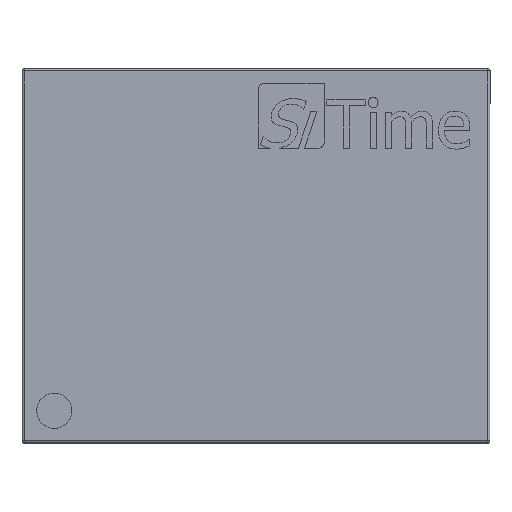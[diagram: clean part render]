
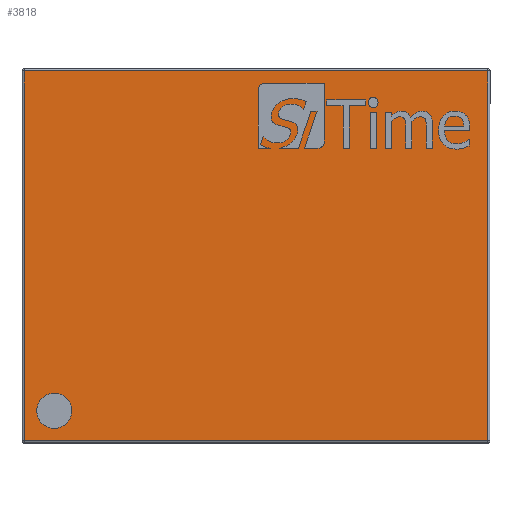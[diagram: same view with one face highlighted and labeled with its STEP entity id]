
A CAD part, top view. The second image highlights one B-rep face of the part: STEP entity #3818.
In plain terms, the highlighted planar face has unit normal (0, 0, 1).
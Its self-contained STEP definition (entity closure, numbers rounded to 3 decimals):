
#455=FACE_OUTER_BOUND('',#674,.T.);
#674=EDGE_LOOP('',(#3055,#3056,#3057,#3058));
#974=LINE('',#5866,#1351);
#977=LINE('',#5877,#1354);
#978=LINE('',#5879,#1355);
#980=LINE('',#5882,#1357);
#1351=VECTOR('',#4911,10.);
#1354=VECTOR('',#4926,10.);
#1355=VECTOR('',#4929,10.);
#1357=VECTOR('',#4933,10.);
#1713=VERTEX_POINT('',#5828);
#1718=VERTEX_POINT('',#5849);
#1720=VERTEX_POINT('',#5858);
#1723=VERTEX_POINT('',#5870);
#2183=EDGE_CURVE('',#1713,#1720,#974,.T.);
#2189=EDGE_CURVE('',#1720,#1723,#977,.T.);
#2190=EDGE_CURVE('',#1723,#1718,#978,.T.);
#2192=EDGE_CURVE('',#1718,#1713,#980,.T.);
#3055=ORIENTED_EDGE('',*,*,#2183,.F.);
#3056=ORIENTED_EDGE('',*,*,#2192,.F.);
#3057=ORIENTED_EDGE('',*,*,#2190,.F.);
#3058=ORIENTED_EDGE('',*,*,#2189,.F.);
#3644=PLANE('',#4238);
#3818=ADVANCED_FACE('',(#455),#3644,.T.);
#4238=AXIS2_PLACEMENT_3D('',#5894,#4951,#4952);
#4911=DIRECTION('',(0.,-1.,0.));
#4926=DIRECTION('',(-1.,0.,0.));
#4929=DIRECTION('',(0.,1.,0.));
#4933=DIRECTION('',(1.,0.,0.));
#4951=DIRECTION('center_axis',(0.,0.,1.));
#4952=DIRECTION('ref_axis',(1.,0.,0.));
#5828=CARTESIAN_POINT('',(0.79,0.99,0.85));
#5849=CARTESIAN_POINT('',(-0.79,0.99,0.85));
#5858=CARTESIAN_POINT('',(0.79,-0.99,0.85));
#5866=CARTESIAN_POINT('',(0.79,-0.5,0.85));
#5870=CARTESIAN_POINT('',(-0.79,-0.99,0.85));
#5877=CARTESIAN_POINT('',(-0.4,-0.99,0.85));
#5879=CARTESIAN_POINT('',(-0.79,0.5,0.85));
#5882=CARTESIAN_POINT('',(0.4,0.99,0.85));
#5894=CARTESIAN_POINT('Origin',(0.,0.,0.85));
